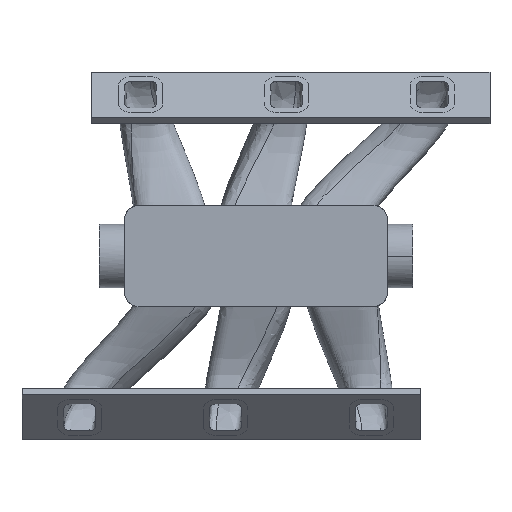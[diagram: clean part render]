
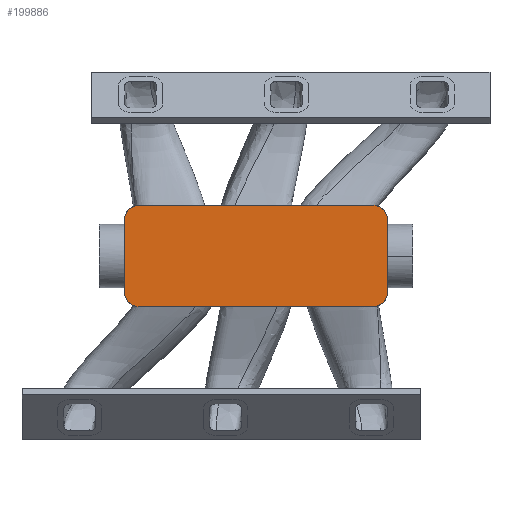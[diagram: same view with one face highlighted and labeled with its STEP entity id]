
A CAD part, front view. The second image highlights one B-rep face of the part: STEP entity #199886.
In plain terms, the highlighted free-form (B-spline) face has degree [1, 1] with [2, 2] control points.
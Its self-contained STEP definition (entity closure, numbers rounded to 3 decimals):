
#198373 = VERTEX_POINT('',#198374);
#198374 = CARTESIAN_POINT('',(120.75,256.169,
    -56.364));
#198398 = VERTEX_POINT('',#198399);
#198399 = CARTESIAN_POINT('',(137.393,256.169,
    -39.721));
#198404 = EDGE_CURVE('',#198373,#198398,#198405,.T.);
#198405 = ( BOUNDED_CURVE() B_SPLINE_CURVE(2,(#198406,#198407,#198408),
.UNSPECIFIED.,.F.,.F.) B_SPLINE_CURVE_WITH_KNOTS((3,3),(0.,
1.571),.PIECEWISE_BEZIER_KNOTS.) CURVE() 
GEOMETRIC_REPRESENTATION_ITEM() RATIONAL_B_SPLINE_CURVE((1.,
0.707,1.)) REPRESENTATION_ITEM('') );
#198406 = CARTESIAN_POINT('',(120.75,256.169,
    -56.364));
#198407 = CARTESIAN_POINT('',(137.393,256.169,
    -56.364));
#198408 = CARTESIAN_POINT('',(137.393,256.169,
    -39.721));
#198496 = VERTEX_POINT('',#198497);
#198497 = CARTESIAN_POINT('',(-138.359,256.169,
    -56.364));
#198502 = EDGE_CURVE('',#198503,#198496,#198505,.T.);
#198503 = VERTEX_POINT('',#198504);
#198504 = CARTESIAN_POINT('',(-155.002,256.169,
    -39.721));
#198505 = ( BOUNDED_CURVE() B_SPLINE_CURVE(2,(#198506,#198507,#198508),
.UNSPECIFIED.,.F.,.F.) B_SPLINE_CURVE_WITH_KNOTS((3,3),(4.712,
6.283),.PIECEWISE_BEZIER_KNOTS.) CURVE() 
GEOMETRIC_REPRESENTATION_ITEM() RATIONAL_B_SPLINE_CURVE((1.,
0.707,1.)) REPRESENTATION_ITEM('') );
#198506 = CARTESIAN_POINT('',(-155.002,256.169,
    -39.721));
#198507 = CARTESIAN_POINT('',(-155.002,256.169,
    -56.364));
#198508 = CARTESIAN_POINT('',(-138.359,256.169,
    -56.364));
#198981 = EDGE_CURVE('',#198373,#198496,#198982,.T.);
#198982 = B_SPLINE_CURVE_WITH_KNOTS('',1,(#198983,#198984),
  .UNSPECIFIED.,.F.,.F.,(2,2),(15.,248.53),.PIECEWISE_BEZIER_KNOTS.);
#198983 = CARTESIAN_POINT('',(120.75,256.169,
    -56.364));
#198984 = CARTESIAN_POINT('',(-138.359,256.169,
    -56.364));
#199021 = VERTEX_POINT('',#199022);
#199022 = CARTESIAN_POINT('',(-138.359,256.169,
    56.364));
#199084 = VERTEX_POINT('',#199085);
#199085 = CARTESIAN_POINT('',(-155.002,256.169,
    39.721));
#199090 = EDGE_CURVE('',#199021,#199084,#199091,.T.);
#199091 = ( BOUNDED_CURVE() B_SPLINE_CURVE(2,(#199092,#199093,#199094),
.UNSPECIFIED.,.F.,.F.) B_SPLINE_CURVE_WITH_KNOTS((3,3),(0.,
1.571),.PIECEWISE_BEZIER_KNOTS.) CURVE() 
GEOMETRIC_REPRESENTATION_ITEM() RATIONAL_B_SPLINE_CURVE((1.,
0.707,1.)) REPRESENTATION_ITEM('') );
#199092 = CARTESIAN_POINT('',(-138.359,256.169,
    56.364));
#199093 = CARTESIAN_POINT('',(-155.002,256.169,
    56.364));
#199094 = CARTESIAN_POINT('',(-155.002,256.169,
    39.721));
#199217 = VERTEX_POINT('',#199218);
#199218 = CARTESIAN_POINT('',(120.75,256.169,
    56.364));
#199223 = EDGE_CURVE('',#199224,#199217,#199226,.T.);
#199224 = VERTEX_POINT('',#199225);
#199225 = CARTESIAN_POINT('',(137.393,256.169,
    39.721));
#199226 = ( BOUNDED_CURVE() B_SPLINE_CURVE(2,(#199227,#199228,#199229),
.UNSPECIFIED.,.F.,.F.) B_SPLINE_CURVE_WITH_KNOTS((3,3),(4.712,
6.283),.PIECEWISE_BEZIER_KNOTS.) CURVE() 
GEOMETRIC_REPRESENTATION_ITEM() RATIONAL_B_SPLINE_CURVE((1.,
0.707,1.)) REPRESENTATION_ITEM('') );
#199227 = CARTESIAN_POINT('',(137.393,256.169,
    39.721));
#199228 = CARTESIAN_POINT('',(137.393,256.169,
    56.364));
#199229 = CARTESIAN_POINT('',(120.75,256.169,
    56.364));
#199876 = EDGE_CURVE('',#199224,#198398,#199877,.T.);
#199877 = B_SPLINE_CURVE_WITH_KNOTS('',1,(#199878,#199879),
  .UNSPECIFIED.,.F.,.F.,(2,2),(15.,86.6),
  .PIECEWISE_BEZIER_KNOTS.);
#199878 = CARTESIAN_POINT('',(137.393,256.169,
    39.721));
#199879 = CARTESIAN_POINT('',(137.393,256.169,
    -39.721));
#199886 = ADVANCED_FACE('',(#199887),#199905,.F.);
#199887 = FACE_BOUND('',#199888,.T.);
#199888 = EDGE_LOOP('',(#199889,#199890,#199891,#199896,#199897,#199902,
    #199903,#199904));
#199889 = ORIENTED_EDGE('',*,*,#199876,.F.);
#199890 = ORIENTED_EDGE('',*,*,#199223,.T.);
#199891 = ORIENTED_EDGE('',*,*,#199892,.F.);
#199892 = EDGE_CURVE('',#199021,#199217,#199893,.T.);
#199893 = B_SPLINE_CURVE_WITH_KNOTS('',1,(#199894,#199895),
  .UNSPECIFIED.,.F.,.F.,(2,2),(15.,248.53),.PIECEWISE_BEZIER_KNOTS.);
#199894 = CARTESIAN_POINT('',(-138.359,256.169,
    56.364));
#199895 = CARTESIAN_POINT('',(120.75,256.169,
    56.364));
#199896 = ORIENTED_EDGE('',*,*,#199090,.T.);
#199897 = ORIENTED_EDGE('',*,*,#199898,.T.);
#199898 = EDGE_CURVE('',#199084,#198503,#199899,.T.);
#199899 = B_SPLINE_CURVE_WITH_KNOTS('',1,(#199900,#199901),
  .UNSPECIFIED.,.F.,.F.,(2,2),(15.,86.6),
  .PIECEWISE_BEZIER_KNOTS.);
#199900 = CARTESIAN_POINT('',(-155.002,256.169,
    39.721));
#199901 = CARTESIAN_POINT('',(-155.002,256.169,
    -39.721));
#199902 = ORIENTED_EDGE('',*,*,#198502,.T.);
#199903 = ORIENTED_EDGE('',*,*,#198981,.F.);
#199904 = ORIENTED_EDGE('',*,*,#198404,.T.);
#199905 = B_SPLINE_SURFACE_WITH_KNOTS('',1,1,(
    (#199906,#199907)
    ,(#199908,#199909
    )),.UNSPECIFIED.,.F.,.F.,.F.,(2,2),(2,2),(-101.6,0.),(0.,263.53),
  .PIECEWISE_BEZIER_KNOTS.);
#199906 = CARTESIAN_POINT('',(-155.002,256.169,
    -56.364));
#199907 = CARTESIAN_POINT('',(137.393,256.169,
    -56.364));
#199908 = CARTESIAN_POINT('',(-155.002,256.169,
    56.364));
#199909 = CARTESIAN_POINT('',(137.393,256.169,
    56.364));
